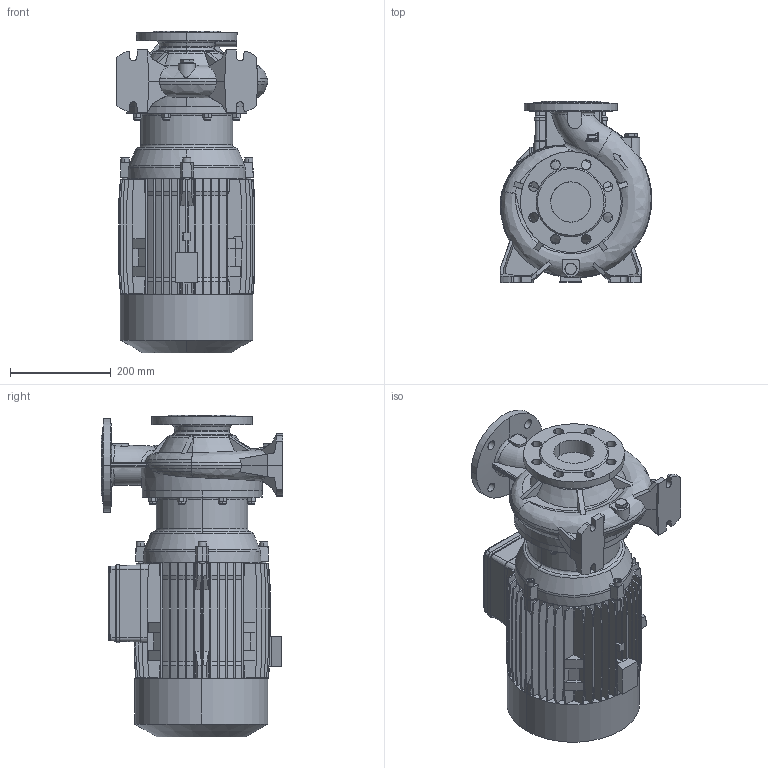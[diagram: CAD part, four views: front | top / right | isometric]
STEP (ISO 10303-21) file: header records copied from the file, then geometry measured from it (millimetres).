
FILE_DESCRIPTION (( 'STEP AP214' ), '1' );
FILE_NAME ('4.93.492.38swp01.step', '2021-10-15T10:00:20', ( '' ), ( '' ), 'SwSTEP 2.0', 'SolidWorks 2020', '' );
FILE_SCHEMA (( 'AUTOMOTIVE_DESIGN' ));
Length unit declared in the file: millimetre
Products named in the file (1): 4.93.492.38swp01
Bounding box: 300.97 x 360 x 639 mm (x, y, z)
Volume: 28616475 mm3; surface area: 1660551.6 mm2
Topology: 1 solids, 1 shells, 1498 faces, 4181 edges, 2767 vertices
Faces by surface type: plane 994, cylinder 223, cone 169, bspline 93, torus 11, sphere 8
Entity records: 111030 total; most frequent: CARTESIAN_POINT 74441, ORIENTED_EDGE 8346, DIRECTION 6416, EDGE_CURVE 4173, VERTEX_POINT 2767, VECTOR 2564, LINE 2564, AXIS2_PLACEMENT_3D 1926
